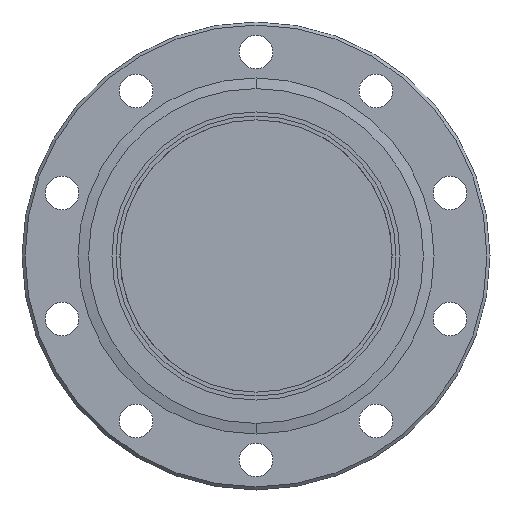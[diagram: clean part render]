
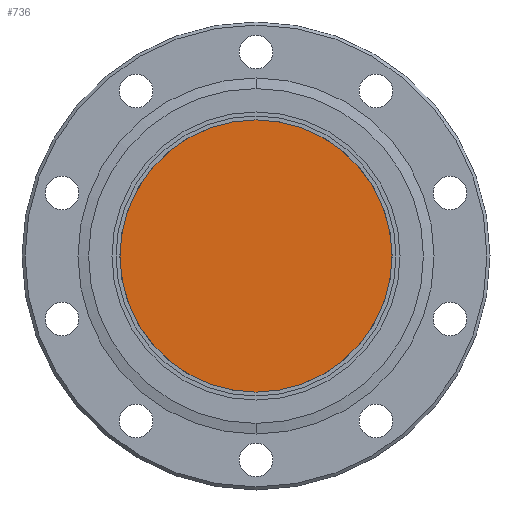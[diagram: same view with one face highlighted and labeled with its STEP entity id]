
A CAD part, front view. The second image highlights one B-rep face of the part: STEP entity #736.
In plain terms, the highlighted planar face has unit normal (0, -1, 0).
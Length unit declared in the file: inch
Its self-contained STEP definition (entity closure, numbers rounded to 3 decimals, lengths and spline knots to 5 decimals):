
#53 = DIRECTION ( 'NONE',  ( 0., 0., 1. ) ) ;
#143 = PLANE ( 'NONE',  #1388 ) ;
#146 = DIRECTION ( 'NONE',  ( 0., 1., 0. ) ) ;
#157 = CARTESIAN_POINT ( 'NONE',  ( 0., 0.286, 0. ) ) ;
#266 = CIRCLE ( 'NONE', #2241, 1.4325 ) ;
#281 = CIRCLE ( 'NONE', #2250, 1.4325 ) ;
#330 = VERTEX_POINT ( 'NONE', #2174 ) ;
#594 = FACE_OUTER_BOUND ( 'NONE', #625, .T. ) ;
#625 = EDGE_LOOP ( 'NONE', ( #1588, #1459 ) ) ;
#736 = ADVANCED_FACE ( 'NONE', ( #594 ), #143, .F. ) ;
#1094 = DIRECTION ( 'NONE',  ( 0., 0., -1. ) ) ;
#1096 = DIRECTION ( 'NONE',  ( 0., -1., 0. ) ) ;
#1101 = CARTESIAN_POINT ( 'NONE',  ( 0., 0.286, 0. ) ) ;
#1388 = AXIS2_PLACEMENT_3D ( 'NONE', #157, #146, #53 ) ;
#1449 = VERTEX_POINT ( 'NONE', #1908 ) ;
#1459 = ORIENTED_EDGE ( 'NONE', *, *, #2413, .T. ) ;
#1588 = ORIENTED_EDGE ( 'NONE', *, *, #2425, .T. ) ;
#1908 = CARTESIAN_POINT ( 'NONE',  ( 0., 0.286, -1.4325 ) ) ;
#1916 = DIRECTION ( 'NONE',  ( 0., 0., -1. ) ) ;
#1917 = DIRECTION ( 'NONE',  ( 0., -1., 0. ) ) ;
#1920 = CARTESIAN_POINT ( 'NONE',  ( 0., 0.286, 0. ) ) ;
#2174 = CARTESIAN_POINT ( 'NONE',  ( 0., 0.286, 1.4325 ) ) ;
#2241 = AXIS2_PLACEMENT_3D ( 'NONE', #1920, #1917, #1916 ) ;
#2250 = AXIS2_PLACEMENT_3D ( 'NONE', #1101, #1096, #1094 ) ;
#2413 = EDGE_CURVE ( 'NONE', #330, #1449, #281, .T. ) ;
#2425 = EDGE_CURVE ( 'NONE', #1449, #330, #266, .T. ) ;
